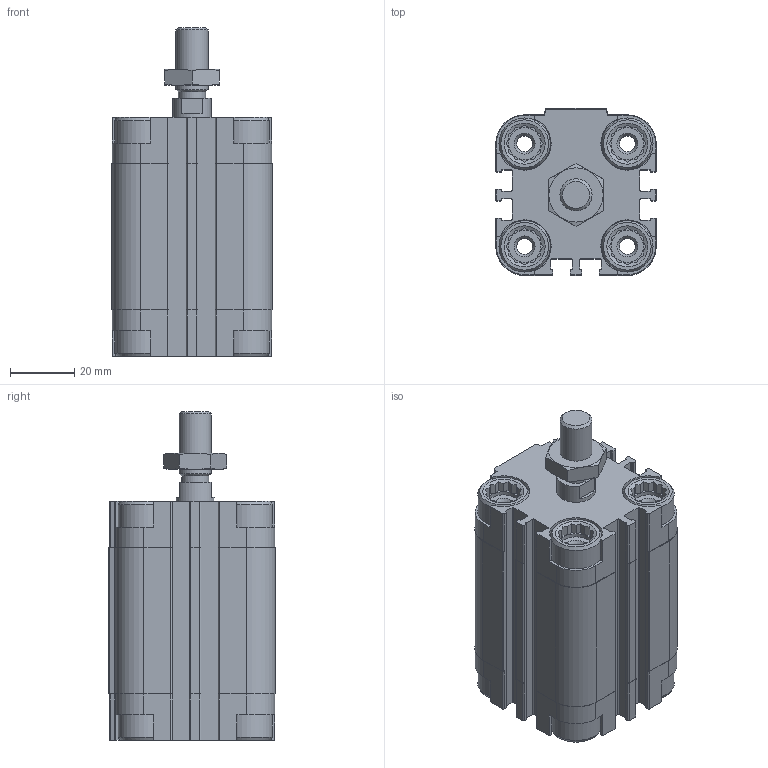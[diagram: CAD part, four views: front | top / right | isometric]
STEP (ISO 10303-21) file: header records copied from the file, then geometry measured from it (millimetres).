
FILE_DESCRIPTION(/* description */ ('STEP AP214'),/* implementation_level */ '2;1');
FILE_NAME(/* name */ '156621_ADVU-32-30-A-P-A',/* time_stamp */ '2024-08-02T14:23:25+02:00',/* author */ ('License CC BY-ND 4.0'),/* organization */ ('CADENAS'),/* preprocessor_version */ 'ST-DEVELOPER v19.3',/* originating_system */ 'PARTsolutions',/* authorisation */ ' ');
FILE_SCHEMA (('AUTOMOTIVE_DESIGN {1 0 10303 214 3 1 1}'));
Length unit declared in the file: millimetre
Products named in the file (4): 156621 ADVU-32-30-A-P-A---(0); 156621 ADVU-32-30-A-P-A---(ZR); 156621 ADVU-32-30-A-P-A---(KS); DIN-439-B - M10x1.25(F)
Assembly tree (3 placements, depth 2):
  156621 ADVU-32-30-A-P-A---(0)
    156621 ADVU-32-30-A-P-A---(ZR)
    156621 ADVU-32-30-A-P-A---(KS)
    DIN-439-B - M10x1.25(F)
Bounding box: 50 x 52 x 102.5 mm (x, y, z)
Volume: 134469.5 mm3; surface area: 46700.5 mm2
Topology: 3 solids, 3 shells, 650 faces, 1747 edges, 1140 vertices
Faces by surface type: plane 425, cylinder 190, cone 35
Full cylindrical faces by diameter (mm): 4.917 x8, 6 x1, 8.4 x4, 8.466 x1, 8.566 x2, 8.647 x1, 10 x1, 10.1 x8, 12 x2, 16 x8, 32 x2
Entity records: 20078 total; most frequent: CARTESIAN_POINT 4068, ORIENTED_EDGE 3322, DIRECTION 3180, EDGE_CURVE 1661, VERTEX_POINT 1129, AXIS2_PLACEMENT_3D 1069, LINE 1042, VECTOR 1042
